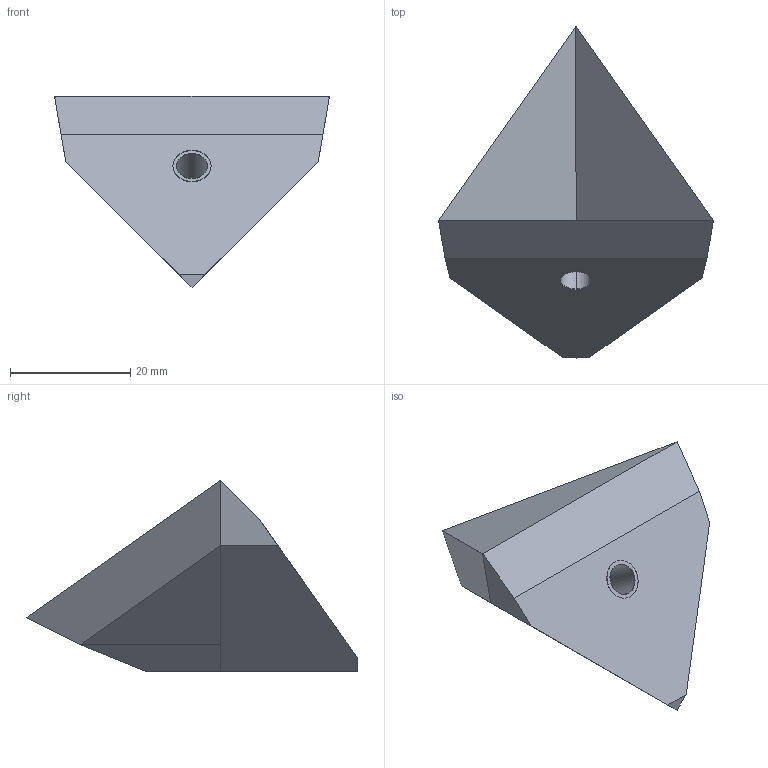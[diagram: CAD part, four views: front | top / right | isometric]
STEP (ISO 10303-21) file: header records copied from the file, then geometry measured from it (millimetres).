
FILE_DESCRIPTION (( 'STEP AP214' ), '1' );
FILE_NAME ('PEWRL0001 ¦ FMWRL0001.step', '2022-03-03T17:15:38', ( '' ), ( '' ), 'SwSTEP 2.0', 'SolidWorks 2021', '' );
FILE_SCHEMA (( 'AUTOMOTIVE_DESIGN' ));
Length unit declared in the file: inch
Products named in the file (1): PEWRL0001 ｦ FMWRL0001
Bounding box: 45.72 x 55.19 x 31.84 mm (x, y, z)
Volume: 23124.3 mm3; surface area: 10030.4 mm2
Topology: 4 solids, 4 shells, 38 faces, 83 edges, 52 vertices
Faces by surface type: plane 28, cylinder 6, cone 4
Entity records: 1072 total; most frequent: CARTESIAN_POINT 170, DIRECTION 169, ORIENTED_EDGE 158, EDGE_CURVE 79, VECTOR 67, LINE 67, VERTEX_POINT 52, AXIS2_PLACEMENT_3D 51
